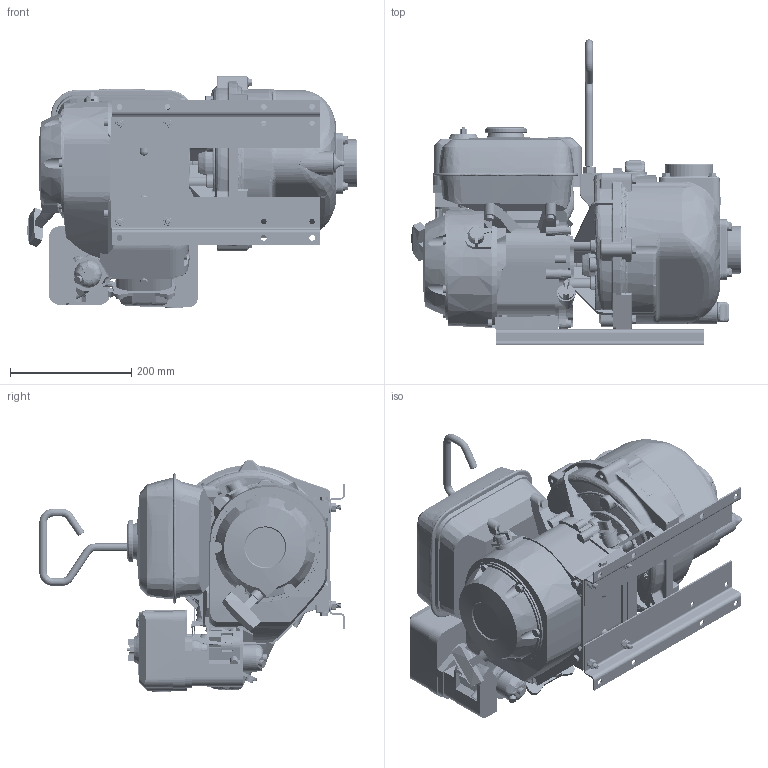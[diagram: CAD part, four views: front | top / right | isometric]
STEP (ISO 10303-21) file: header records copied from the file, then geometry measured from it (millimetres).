
FILE_DESCRIPTION((''),'2;1');
FILE_NAME('222PIH5.stp','2013-04-24T13:29:48',('mclevenger'),(''),'Autodesk Inventor 2013','Autodesk Inventor 2013','');
FILE_SCHEMA(('AUTOMOTIVE_DESIGN { 1 0 10303 214 1 1 1 1 }'));
Length unit declared in the file: inch
Products named in the file (31): 222PIH5; 15703; 15712; 15712X; 17013; 17000; 17019; V10118; 12705; 15702; 12710; 12715A; 12717; 12719A; 12774VA; 12901; 12902A; 13777; 13778; 15022; 15751; 15773; 15772; 17010; 17033; 17034; V10119; 12765A; 12733V; E5H; 12716
Assembly tree (86 placements, depth 3):
  222PIH5
    15703
    15712
      15712X
      17013  x2
      17000  x2
      17019  x8
      V10118  x8
    12705
    15702
    12710
    12715A  x13
    12717  x4
    12719A
    12774VA
    12901  x4
    12902A
    13777  x2
    13778  x2
    15022
    15751
    15773
      15772
    17010
    17033  x2
    17034  x4
    V10118  x13
    V10119  x4
    12765A
    12733V
    E5H
    12716
Bounding box: 543.14 x 503.09 x 383.44 mm (x, y, z)
Volume: 19292747.9 mm3; surface area: 1950808.8 mm2
Topology: 85 solids, 85 shells, 9122 faces, 21943 edges, 13168 vertices
Faces by surface type: cylinder 3004, cone 2345, plane 2252, bspline 1225, torus 249, sphere 31, revolution 16
Full cylindrical faces by diameter (mm): 6 x1, 6.401 x8, 6.782 x10, 7.747 x1, 7.938 x8, 8 x3, 8.204 x11, 8.712 x8, 8.731 x18, 9.4 x2, 9.525 x8, 10 x1, 10.592 x1, 10.795 x4, 11.113 x1, 12 x2, 12.7 x6, 13 x5, 15 x3, 17.145 x1, 17.399 x1, 17.475 x4, 17.78 x2, 18 x1, 18.263 x1, 19.05 x1, 20 x2, 20.701 x4, 20.955 x1, 22 x1
Entity records: 207686 total; most frequent: CARTESIAN_POINT 99709, ORIENTED_EDGE 23952, DIRECTION 18451, EDGE_CURVE 11976, VERTEX_POINT 7768, AXIS2_PLACEMENT_3D 6676, EDGE_LOOP 5302, VECTOR 5083
